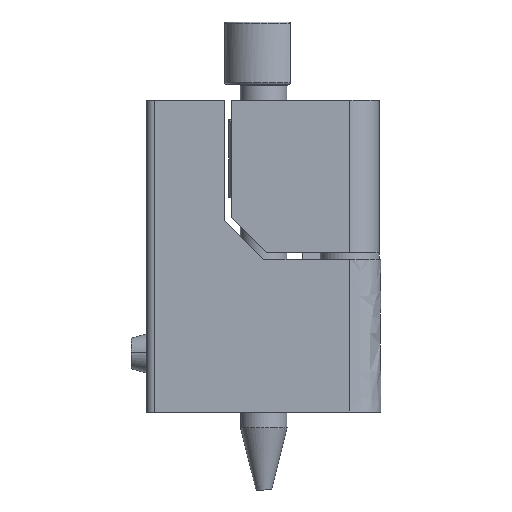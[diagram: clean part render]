
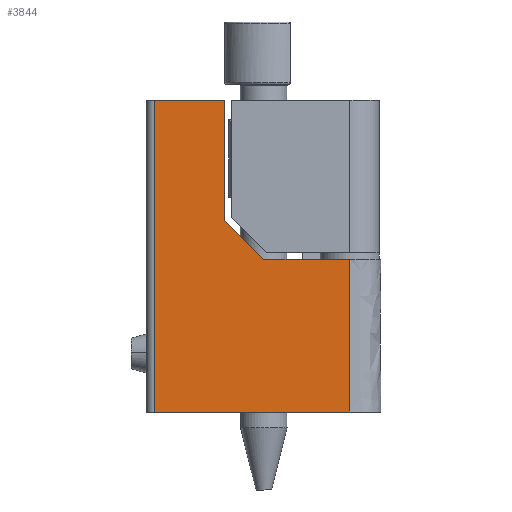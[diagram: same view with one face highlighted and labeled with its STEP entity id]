
A CAD part, left-side view. The second image highlights one B-rep face of the part: STEP entity #3844.
In plain terms, the highlighted free-form (B-spline) face has degree [1, 1] with [2, 2] control points.
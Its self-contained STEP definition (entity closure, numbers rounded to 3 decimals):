
#3518=CARTESIAN_POINT('',(-4.,16.,24.6));
#3519=VERTEX_POINT('',#3518);
#3525=CARTESIAN_POINT('',(-4.,11.,19.6));
#3526=VERTEX_POINT('',#3525);
#3527=CARTESIAN_POINT('',(-4.,11.,19.6));
#3528=CARTESIAN_POINT('',(-4.,16.,24.6));
#3529=QUASI_UNIFORM_CURVE('',1,(#3527,#3528),.UNSPECIFIED.,.F.,.U.);
#3530=EDGE_CURVE('',#3526,#3519,#3529,.T.);
#3554=CARTESIAN_POINT('',(-4.,25.,40.));
#3555=VERTEX_POINT('',#3554);
#3569=CARTESIAN_POINT('',(-4.,16.,40.));
#3570=VERTEX_POINT('',#3569);
#3571=CARTESIAN_POINT('',(-4.,16.,40.));
#3572=CARTESIAN_POINT('',(-4.,25.,40.));
#3573=QUASI_UNIFORM_CURVE('',1,(#3571,#3572),.UNSPECIFIED.,.F.,.U.);
#3574=EDGE_CURVE('',#3570,#3555,#3573,.T.);
#3646=CARTESIAN_POINT('',(-4.,16.,40.));
#3647=CARTESIAN_POINT('',(-4.,16.,24.6));
#3648=QUASI_UNIFORM_CURVE('',1,(#3646,#3647),.UNSPECIFIED.,.F.,.U.);
#3649=EDGE_CURVE('',#3570,#3519,#3648,.T.);
#3749=CARTESIAN_POINT('',(-4.,0.,0.0));
#3750=VERTEX_POINT('',#3749);
#3768=CARTESIAN_POINT('',(-4.,25.,0.0));
#3769=VERTEX_POINT('',#3768);
#3770=CARTESIAN_POINT('',(-4.,0.,0.0));
#3771=CARTESIAN_POINT('',(-4.,25.,0.0));
#3772=QUASI_UNIFORM_CURVE('',1,(#3770,#3771),.UNSPECIFIED.,.F.,.U.);
#3773=EDGE_CURVE('',#3750,#3769,#3772,.T.);
#3806=CARTESIAN_POINT('',(-4.,25.,40.));
#3807=CARTESIAN_POINT('',(-4.,25.,0.0));
#3808=QUASI_UNIFORM_CURVE('',1,(#3806,#3807),.UNSPECIFIED.,.F.,.U.);
#3809=EDGE_CURVE('',#3555,#3769,#3808,.T.);
#3820=CARTESIAN_POINT('',(-4.,26.249,-1.998));
#3821=CARTESIAN_POINT('',(-4.,26.249,41.998));
#3822=CARTESIAN_POINT('',(-4.,-1.249,-1.998));
#3823=CARTESIAN_POINT('',(-4.,-1.249,41.998));
#3824=B_SPLINE_SURFACE_WITH_KNOTS('',1,1,((#3820,#3822),(#3821,#3823)),.UNSPECIFIED.,.F.,.F.,.U.,(2,2),(2,2),(0.0,43.996),(0.0,27.498),.UNSPECIFIED.);
#3825=ORIENTED_EDGE('',*,*,#3773,.F.);
#3826=CARTESIAN_POINT('',(-4.,0.,19.6));
#3827=VERTEX_POINT('',#3826);
#3828=CARTESIAN_POINT('',(-4.,0.,19.6));
#3829=CARTESIAN_POINT('',(-4.,0.,0.0));
#3830=QUASI_UNIFORM_CURVE('',1,(#3828,#3829),.UNSPECIFIED.,.F.,.U.);
#3831=EDGE_CURVE('',#3827,#3750,#3830,.T.);
#3832=ORIENTED_EDGE('',*,*,#3831,.F.);
#3833=CARTESIAN_POINT('',(-4.,0.,19.6));
#3834=CARTESIAN_POINT('',(-4.,11.,19.6));
#3835=QUASI_UNIFORM_CURVE('',1,(#3833,#3834),.UNSPECIFIED.,.F.,.U.);
#3836=EDGE_CURVE('',#3827,#3526,#3835,.T.);
#3837=ORIENTED_EDGE('',*,*,#3836,.T.);
#3838=ORIENTED_EDGE('',*,*,#3530,.T.);
#3839=ORIENTED_EDGE('',*,*,#3649,.F.);
#3840=ORIENTED_EDGE('',*,*,#3574,.T.);
#3841=ORIENTED_EDGE('',*,*,#3809,.T.);
#3842=EDGE_LOOP('',(#3825,#3832,#3837,#3838,#3839,#3840,#3841));
#3843=FACE_OUTER_BOUND('',#3842,.T.);
#3844=ADVANCED_FACE('',(#3843),#3824,.F.);
